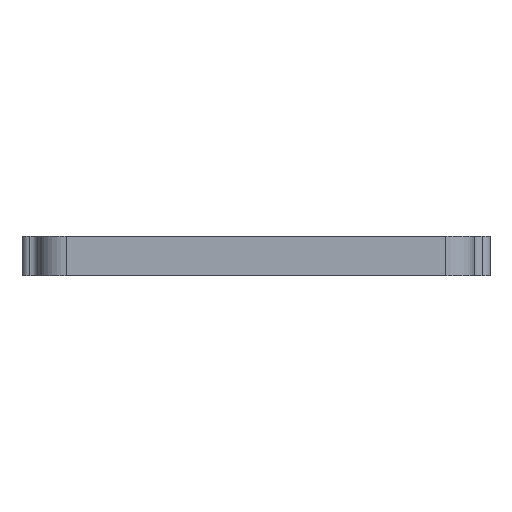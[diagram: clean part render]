
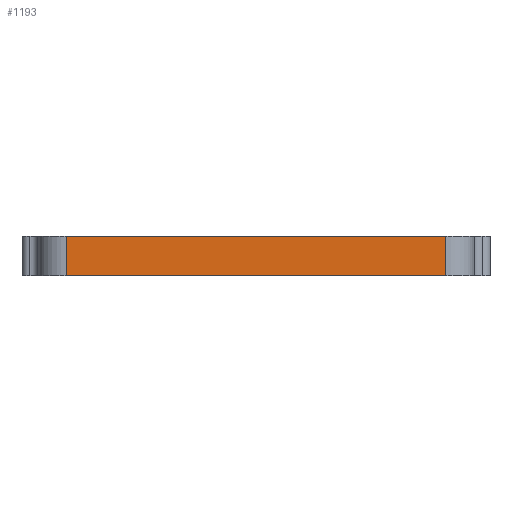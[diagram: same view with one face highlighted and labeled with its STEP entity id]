
A CAD part, front view. The second image highlights one B-rep face of the part: STEP entity #1193.
In plain terms, the highlighted planar face has unit normal (0, -1, 0).
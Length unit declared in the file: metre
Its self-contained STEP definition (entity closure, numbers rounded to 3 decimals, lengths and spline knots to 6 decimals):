
#28=PLANE('',#1343);
#70=LINE('',#1982,#130);
#72=LINE('',#1990,#132);
#73=LINE('',#1992,#133);
#74=LINE('',#1994,#134);
#130=VECTOR('',#1646,1.);
#132=VECTOR('',#1656,1.);
#133=VECTOR('',#1657,1.);
#134=VECTOR('',#1658,1.);
#286=ORIENTED_EDGE('',*,*,#568,.T.);
#287=ORIENTED_EDGE('',*,*,#564,.T.);
#288=ORIENTED_EDGE('',*,*,#569,.F.);
#289=ORIENTED_EDGE('',*,*,#570,.F.);
#564=EDGE_CURVE('',#696,#697,#70,.T.);
#568=EDGE_CURVE('',#700,#696,#72,.T.);
#569=EDGE_CURVE('',#701,#697,#73,.T.);
#570=EDGE_CURVE('',#700,#701,#74,.T.);
#696=VERTEX_POINT('',#1979);
#697=VERTEX_POINT('',#1981);
#700=VERTEX_POINT('',#1991);
#701=VERTEX_POINT('',#1993);
#887=EDGE_LOOP('',(#286,#287,#288,#289));
#1031=FACE_BOUND('',#887,.T.);
#1193=ADVANCED_FACE('',(#1031),#28,.F.);
#1343=AXIS2_PLACEMENT_3D('',#1989,#1654,#1655);
#1646=DIRECTION('',(0.,0.,1.));
#1654=DIRECTION('',(0.,1.,0.));
#1655=DIRECTION('',(1.,0.,0.));
#1656=DIRECTION('',(1.,0.,0.));
#1657=DIRECTION('',(1.,0.,0.));
#1658=DIRECTION('',(0.,0.,1.));
#1979=CARTESIAN_POINT('',(0.00762,-0.009049,0.));
#1981=CARTESIAN_POINT('',(0.00762,-0.009049,0.0016));
#1982=CARTESIAN_POINT('',(0.00762,-0.009049,0.));
#1989=CARTESIAN_POINT('',(-0.00762,-0.009049,0.));
#1990=CARTESIAN_POINT('',(-0.00762,-0.009049,0.));
#1991=CARTESIAN_POINT('',(-0.00762,-0.009049,0.));
#1992=CARTESIAN_POINT('',(-0.00762,-0.009049,0.0016));
#1993=CARTESIAN_POINT('',(-0.00762,-0.009049,0.0016));
#1994=CARTESIAN_POINT('',(-0.00762,-0.009049,0.));
